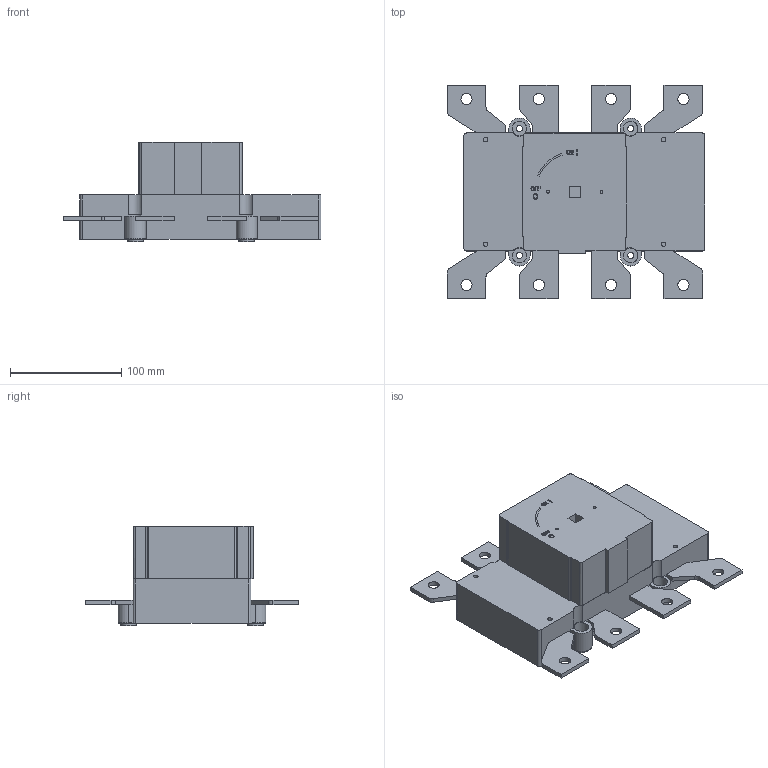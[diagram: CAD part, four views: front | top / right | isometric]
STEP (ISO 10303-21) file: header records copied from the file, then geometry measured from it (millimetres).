
FILE_DESCRIPTION((''),'2;1');
FILE_NAME('Int S5000-400-500A 4P (2011-05).stp','2011-05-13T13:04:26',('enm'),(''),'Autodesk Inventor 2010','Autodesk Inventor 2010','');
FILE_SCHEMA(('AUTOMOTIVE_DESIGN { 1 0 10303 214 1 1 1 1 }'));
Length unit declared in the file: millimetre
Products named in the file (1): Int S5000-400-500A 4P (2011-05)
Bounding box: 231.85 x 192 x 89.7 mm (x, y, z)
Volume: 1439096.2 mm3; surface area: 125490 mm2
Topology: 1 solids, 5 shells, 316 faces, 798 edges, 526 vertices
Faces by surface type: plane 156, bspline 84, cylinder 72, torus 4
Full cylindrical faces by diameter (mm): 2.5 x2, 3 x4, 4 x8, 5.5 x4, 10 x4, 13 x4, 14 x4
Entity records: 10094 total; most frequent: CARTESIAN_POINT 2565, ORIENTED_EDGE 1520, DIRECTION 1334, EDGE_CURVE 760, VERTEX_POINT 522, VECTOR 484, LINE 484, AXIS2_PLACEMENT_3D 425
